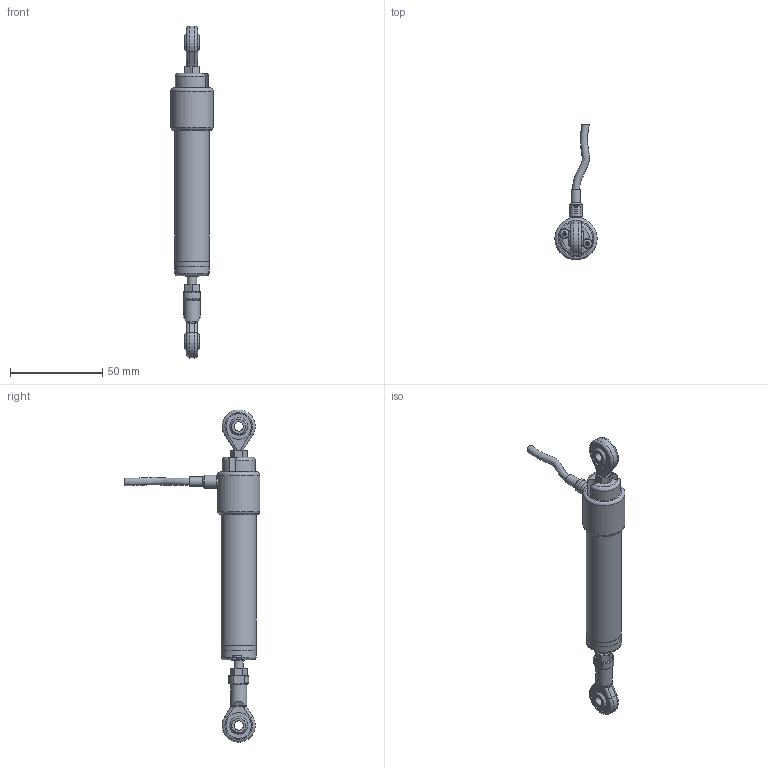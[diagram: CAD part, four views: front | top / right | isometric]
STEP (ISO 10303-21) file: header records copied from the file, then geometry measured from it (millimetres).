
FILE_DESCRIPTION (( 'STEP AP214' ), '1' );
FILE_NAME ('PZ34-A-0025-L.STEP', '2020-03-18T21:09:03', ( '' ), ( '' ), 'SwSTEP 2.0', 'SolidWorks 2019', '' );
FILE_SCHEMA (( 'AUTOMOTIVE_DESIGN' ));
Length unit declared in the file: inch
Products named in the file (1): PZ34-A-0025-L
Bounding box: 23 x 73.75 x 180.43 mm (x, y, z)
Volume: 42325.8 mm3; surface area: 20301.2 mm2
Topology: 18 solids, 19 shells, 688 faces, 1525 edges, 887 vertices
Faces by surface type: cone 274, plane 186, cylinder 174, torus 27, bspline 19, sphere 8
Full cylindrical faces by diameter (mm): 2.5 x68, 2.9 x6, 3.5 x1, 3.8 x1, 4 x1, 4.2 x12, 5 x35, 5.2 x1, 5.3 x2, 6 x4, 6.1 x1, 7.2 x1, 8.9 x1, 9 x1, 13.9 x4, 19 x3, 19.05 x1, 23 x1
Entity records: 17431 total; most frequent: CARTESIAN_POINT 4020, DIRECTION 2906, ORIENTED_EDGE 2116, AXIS2_PLACEMENT_3D 1331, EDGE_LOOP 1114, EDGE_CURVE 1058, FACE_OUTER_BOUND 848, VERTEX_POINT 806
